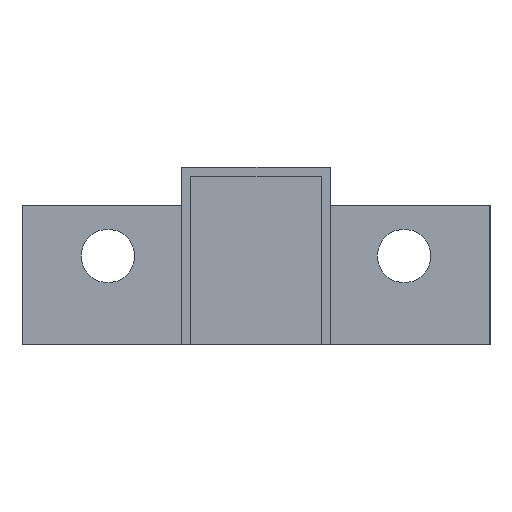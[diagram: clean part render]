
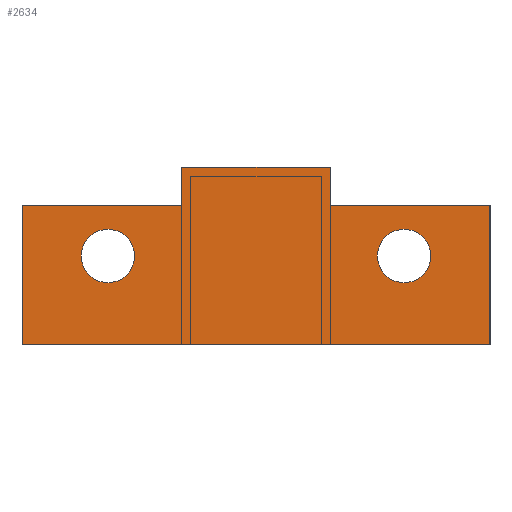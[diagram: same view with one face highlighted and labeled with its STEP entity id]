
A CAD part, left-side view. The second image highlights one B-rep face of the part: STEP entity #2634.
In plain terms, the highlighted planar face has unit normal (-1, 0, 0).
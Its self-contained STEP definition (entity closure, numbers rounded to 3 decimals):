
#16 = CARTESIAN_POINT ( 'NONE',  ( -225., 12.5, 0. ) ) ;
#17 = DIRECTION ( 'NONE',  ( 0., 0., -1. ) ) ;
#19 = DIRECTION ( 'NONE',  ( 0., 0., 1. ) ) ;
#27 = DIRECTION ( 'NONE',  ( 1., 0., 0. ) ) ;
#36 = CARTESIAN_POINT ( 'NONE',  ( -225., 25., -15. ) ) ;
#39 = CARTESIAN_POINT ( 'NONE',  ( -225., -39.5, -30. ) ) ;
#61 = CARTESIAN_POINT ( 'NONE',  ( -225., -25., -15. ) ) ;
#80 = DIRECTION ( 'NONE',  ( 1., 0., 0. ) ) ;
#105 = ORIENTED_EDGE ( 'NONE', *, *, #126, .F. ) ;
#126 = EDGE_CURVE ( 'NONE', #4395, #5196, #5496, .T. ) ;
#385 = EDGE_CURVE ( 'NONE', #1834, #2123, #1269, .T. ) ;
#395 = VERTEX_POINT ( 'NONE', #1054 ) ;
#446 = VERTEX_POINT ( 'NONE', #5345 ) ;
#484 = EDGE_CURVE ( 'NONE', #446, #1736, #5340, .T. ) ;
#495 = ORIENTED_EDGE ( 'NONE', *, *, #385, .T. ) ;
#549 = CARTESIAN_POINT ( 'NONE',  ( -225., 25., -10.5 ) ) ;
#565 = EDGE_LOOP ( 'NONE', ( #3000, #5452 ) ) ;
#585 = EDGE_CURVE ( 'NONE', #5196, #3311, #3273, .T. ) ;
#629 = EDGE_CURVE ( 'NONE', #1736, #2163, #5215, .T. ) ;
#699 = FACE_BOUND ( 'NONE', #565, .T. ) ;
#740 = VECTOR ( 'NONE', #3511, 1000. ) ;
#859 = DIRECTION ( 'NONE',  ( 0., 0., 1. ) ) ;
#1014 = EDGE_CURVE ( 'NONE', #1526, #395, #2332, .T. ) ;
#1054 = CARTESIAN_POINT ( 'NONE',  ( -225., 25., -19.5 ) ) ;
#1113 = DIRECTION ( 'NONE',  ( -1., 0., 0. ) ) ;
#1142 = EDGE_CURVE ( 'NONE', #395, #1526, #2544, .T. ) ;
#1269 = CIRCLE ( 'NONE', #3792, 4.5 ) ;
#1368 = CARTESIAN_POINT ( 'NONE',  ( -225., 0., 0. ) ) ;
#1380 = CARTESIAN_POINT ( 'NONE',  ( -225., -25., -19.5 ) ) ;
#1395 = EDGE_CURVE ( 'NONE', #2123, #1834, #5839, .T. ) ;
#1526 = VERTEX_POINT ( 'NONE', #549 ) ;
#1552 = EDGE_CURVE ( 'NONE', #3311, #4799, #2392, .T. ) ;
#1662 = PLANE ( 'NONE',  #4071 ) ;
#1671 = VECTOR ( 'NONE', #3103, 1000. ) ;
#1722 = DIRECTION ( 'NONE',  ( 0., 0., 1. ) ) ;
#1736 = VERTEX_POINT ( 'NONE', #2875 ) ;
#1815 = VECTOR ( 'NONE', #4710, 1000. ) ;
#1834 = VERTEX_POINT ( 'NONE', #5642 ) ;
#1847 = FACE_OUTER_BOUND ( 'NONE', #4748, .T. ) ;
#1931 = ORIENTED_EDGE ( 'NONE', *, *, #5753, .T. ) ;
#2123 = VERTEX_POINT ( 'NONE', #1380 ) ;
#2163 = VERTEX_POINT ( 'NONE', #39 ) ;
#2248 = VECTOR ( 'NONE', #3981, 1000. ) ;
#2264 = DIRECTION ( 'NONE',  ( 0., 0., 1. ) ) ;
#2304 = DIRECTION ( 'NONE',  ( 1., 0., 0. ) ) ;
#2332 = CIRCLE ( 'NONE', #5648, 4.5 ) ;
#2351 = CARTESIAN_POINT ( 'NONE',  ( -225., -25., -15. ) ) ;
#2367 = ORIENTED_EDGE ( 'NONE', *, *, #3806, .F. ) ;
#2392 = LINE ( 'NONE', #3504, #2248 ) ;
#2544 = CIRCLE ( 'NONE', #5495, 4.5 ) ;
#2634 = ADVANCED_FACE ( 'NONE', ( #3079, #699, #1847 ), #1662, .T. ) ;
#2688 = VERTEX_POINT ( 'NONE', #5140 ) ;
#2875 = CARTESIAN_POINT ( 'NONE',  ( -225., -39.5, -6.5 ) ) ;
#3000 = ORIENTED_EDGE ( 'NONE', *, *, #1142, .T. ) ;
#3012 = VECTOR ( 'NONE', #3241, 1000. ) ;
#3079 = FACE_BOUND ( 'NONE', #5803, .T. ) ;
#3081 = CARTESIAN_POINT ( 'NONE',  ( -225., -39.5, -6.5 ) ) ;
#3092 = LINE ( 'NONE', #6036, #5476 ) ;
#3103 = DIRECTION ( 'NONE',  ( 0., 0., -1. ) ) ;
#3165 = LINE ( 'NONE', #4159, #3012 ) ;
#3241 = DIRECTION ( 'NONE',  ( 0., -1., 0. ) ) ;
#3273 = LINE ( 'NONE', #3494, #740 ) ;
#3309 = ORIENTED_EDGE ( 'NONE', *, *, #629, .F. ) ;
#3311 = VERTEX_POINT ( 'NONE', #16 ) ;
#3450 = EDGE_CURVE ( 'NONE', #2688, #4395, #4693, .T. ) ;
#3463 = VECTOR ( 'NONE', #1722, 1000. ) ;
#3494 = CARTESIAN_POINT ( 'NONE',  ( -225., 12.5, -30. ) ) ;
#3504 = CARTESIAN_POINT ( 'NONE',  ( -225., 12.5, 0. ) ) ;
#3511 = DIRECTION ( 'NONE',  ( 0., 0., 1. ) ) ;
#3757 = ORIENTED_EDGE ( 'NONE', *, *, #585, .F. ) ;
#3787 = DIRECTION ( 'NONE',  ( 0., 0., -1. ) ) ;
#3792 = AXIS2_PLACEMENT_3D ( 'NONE', #61, #80, #19 ) ;
#3806 = EDGE_CURVE ( 'NONE', #4799, #446, #3092, .T. ) ;
#3981 = DIRECTION ( 'NONE',  ( 0., -1., 0. ) ) ;
#4048 = CARTESIAN_POINT ( 'NONE',  ( -225., 39.5, -6.5 ) ) ;
#4071 = AXIS2_PLACEMENT_3D ( 'NONE', #1368, #1113, #859 ) ;
#4105 = ORIENTED_EDGE ( 'NONE', *, *, #1395, .T. ) ;
#4146 = VECTOR ( 'NONE', #4856, 1000. ) ;
#4159 = CARTESIAN_POINT ( 'NONE',  ( -225., 12.5, -30. ) ) ;
#4222 = CARTESIAN_POINT ( 'NONE',  ( -225., 39.5, -6.5 ) ) ;
#4395 = VERTEX_POINT ( 'NONE', #4222 ) ;
#4645 = CARTESIAN_POINT ( 'NONE',  ( -225., -12.5, 0. ) ) ;
#4693 = LINE ( 'NONE', #4048, #3463 ) ;
#4710 = DIRECTION ( 'NONE',  ( 0., -1., 0. ) ) ;
#4730 = CARTESIAN_POINT ( 'NONE',  ( -225., 39.5, -6.5 ) ) ;
#4748 = EDGE_LOOP ( 'NONE', ( #1931, #3309, #5723, #2367, #6008, #3757, #105, #5112 ) ) ;
#4799 = VERTEX_POINT ( 'NONE', #4645 ) ;
#4856 = DIRECTION ( 'NONE',  ( 0., -1., 0. ) ) ;
#5112 = ORIENTED_EDGE ( 'NONE', *, *, #3450, .F. ) ;
#5140 = CARTESIAN_POINT ( 'NONE',  ( -225., 39.5, -30. ) ) ;
#5142 = CARTESIAN_POINT ( 'NONE',  ( -225., -12.5, -6.5 ) ) ;
#5196 = VERTEX_POINT ( 'NONE', #5358 ) ;
#5215 = LINE ( 'NONE', #3081, #1671 ) ;
#5247 = AXIS2_PLACEMENT_3D ( 'NONE', #2351, #2304, #2264 ) ;
#5340 = LINE ( 'NONE', #5142, #4146 ) ;
#5345 = CARTESIAN_POINT ( 'NONE',  ( -225., -12.5, -6.5 ) ) ;
#5358 = CARTESIAN_POINT ( 'NONE',  ( -225., 12.5, -6.5 ) ) ;
#5452 = ORIENTED_EDGE ( 'NONE', *, *, #1014, .T. ) ;
#5476 = VECTOR ( 'NONE', #3787, 1000. ) ;
#5495 = AXIS2_PLACEMENT_3D ( 'NONE', #5964, #5946, #5924 ) ;
#5496 = LINE ( 'NONE', #4730, #1815 ) ;
#5642 = CARTESIAN_POINT ( 'NONE',  ( -225., -25., -10.5 ) ) ;
#5648 = AXIS2_PLACEMENT_3D ( 'NONE', #36, #27, #17 ) ;
#5723 = ORIENTED_EDGE ( 'NONE', *, *, #484, .F. ) ;
#5753 = EDGE_CURVE ( 'NONE', #2688, #2163, #3165, .T. ) ;
#5803 = EDGE_LOOP ( 'NONE', ( #4105, #495 ) ) ;
#5839 = CIRCLE ( 'NONE', #5247, 4.5 ) ;
#5924 = DIRECTION ( 'NONE',  ( 0., 0., -1. ) ) ;
#5946 = DIRECTION ( 'NONE',  ( 1., 0., 0. ) ) ;
#5964 = CARTESIAN_POINT ( 'NONE',  ( -225., 25., -15. ) ) ;
#6008 = ORIENTED_EDGE ( 'NONE', *, *, #1552, .F. ) ;
#6036 = CARTESIAN_POINT ( 'NONE',  ( -225., -12.5, 0. ) ) ;
